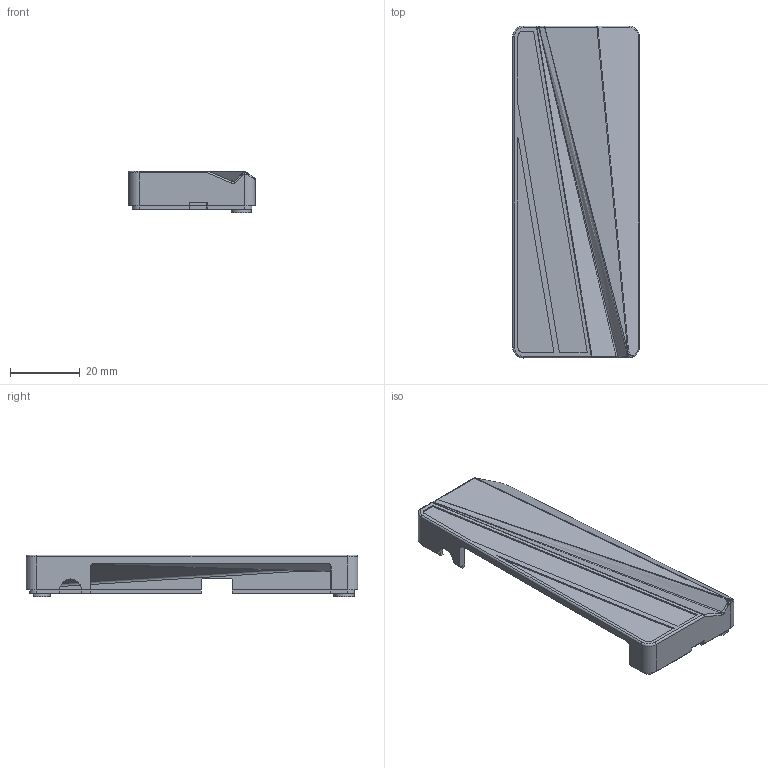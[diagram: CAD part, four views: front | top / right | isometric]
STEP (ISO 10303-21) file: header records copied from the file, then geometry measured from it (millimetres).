
FILE_DESCRIPTION(/* description */ (''),/* implementation_level */ '2;1');
FILE_NAME(/* name */ 'Top Cover.step',/* time_stamp */ '2019-11-25T15:55:17+00:00',/* author */ (''),/* organization */ (''),/* preprocessor_version */ 'ST-DEVELOPER v18',/* originating_system */ 'Autodesk Translation Framework v8.12.0.6',/* authorisation */ '');
FILE_SCHEMA (('AUTOMOTIVE_DESIGN { 1 0 10303 214 3 1 1 }'));
Length unit declared in the file: millimetre
Products named in the file (1): Top lid
Bounding box: 36.2 x 95 x 12 mm (x, y, z)
Volume: 9441.5 mm3; surface area: 10413.2 mm2
Topology: 1 solids, 1 shells, 193 faces, 467 edges, 281 vertices
Faces by surface type: plane 97, cylinder 40, bspline 35, cone 9, sphere 9, torus 3
Full cylindrical faces by diameter (mm): 2.6 x4, 5.8 x1
Entity records: 7483 total; most frequent: CARTESIAN_POINT 3139, ORIENTED_EDGE 932, DIRECTION 826, EDGE_CURVE 466, VERTEX_POINT 281, AXIS2_PLACEMENT_3D 281, LINE 264, VECTOR 264
